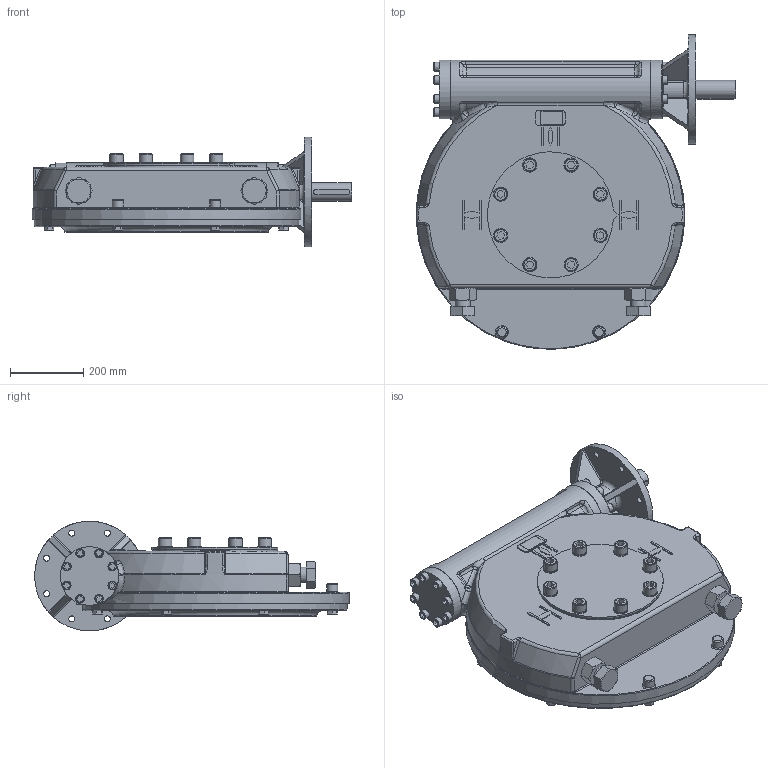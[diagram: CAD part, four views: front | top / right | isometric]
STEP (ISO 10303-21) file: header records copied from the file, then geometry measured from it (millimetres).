
FILE_DESCRIPTION(/* description */ ('Unknown'),/* implementation_level */ '2;1');
FILE_NAME(/* name */ 'PUB-IW10FB-F25-F40',/* time_stamp */ '2016-07-06T14:33:32+01:00',/* author */ ('Unknown'),/* organization */ ('Unknown'),/* preprocessor_version */ 'ST-DEVELOPER v16',/* originating_system */ 'DEX',/* authorisation */ $);
FILE_SCHEMA (('AUTOMOTIVE_DESIGN {1 0 10303 214 3 1 1}'));
Length unit declared in the file: millimetre
Products named in the file (1): PUB-IW10FB-F25-F40
Bounding box: 874.11 x 860.39 x 299.85 mm (x, y, z)
Surface area: 2140491.5 mm2 (no closed solid volume)
Topology: 0 solids, 81 shells, 828 faces, 2156 edges, 1411 vertices
Faces by surface type: plane 421, cylinder 146, cone 123, bspline 74, torus 42, sphere 22
Full cylindrical faces by diameter (mm): 8.5 x1, 16.5 x8, 17 x8, 24 x16, 30 x2, 31.67 x8, 36.39 x8, 39 x8, 42 x2, 50 x1, 160 x3, 200.1 x1, 250 x1, 300 x1, 340 x1
Entity records: 37833 total; most frequent: CARTESIAN_POINT 18189, DIRECTION 3582, ORIENTED_EDGE 3570, EDGE_CURVE 1968, AXIS2_PLACEMENT_3D 1377, VERTEX_POINT 1357, FACE_BOUND 1101, EDGE_LOOP 1100
